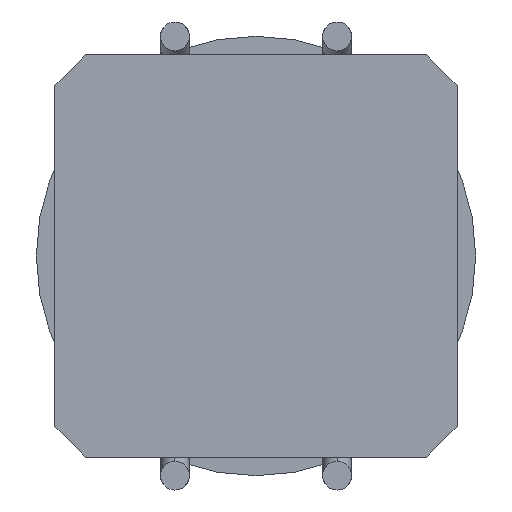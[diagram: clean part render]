
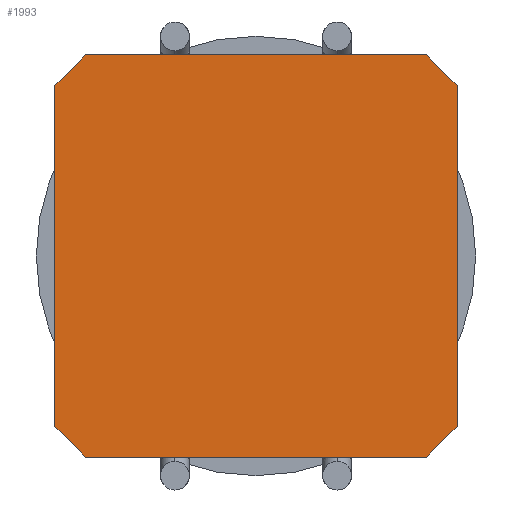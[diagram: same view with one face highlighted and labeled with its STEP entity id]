
A CAD part, front view. The second image highlights one B-rep face of the part: STEP entity #1993.
In plain terms, the highlighted planar face has unit normal (0, -1, 0).
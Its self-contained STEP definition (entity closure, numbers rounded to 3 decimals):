
#126 = VECTOR ( 'NONE', #2981, 1000. ) ;
#186 = LINE ( 'NONE', #2355, #4158 ) ;
#206 = VERTEX_POINT ( 'NONE', #2626 ) ;
#447 = ORIENTED_EDGE ( 'NONE', *, *, #2618, .T. ) ;
#469 = CARTESIAN_POINT ( 'NONE',  ( 0., 0., 0. ) ) ;
#583 = DIRECTION ( 'NONE',  ( 0., 0., 1. ) ) ;
#994 = VERTEX_POINT ( 'NONE', #3859 ) ;
#1044 = DIRECTION ( 'NONE',  ( 1., 0., 0. ) ) ;
#1050 = ORIENTED_EDGE ( 'NONE', *, *, #4341, .F. ) ;
#1144 = LINE ( 'NONE', #4942, #126 ) ;
#1173 = DIRECTION ( 'NONE',  ( 1., 0., 0. ) ) ;
#1194 = EDGE_CURVE ( 'NONE', #206, #3453, #3399, .T. ) ;
#1377 = VECTOR ( 'NONE', #3301, 1000. ) ;
#1381 = VERTEX_POINT ( 'NONE', #3373 ) ;
#1402 = EDGE_CURVE ( 'NONE', #4176, #994, #3153, .T. ) ;
#1443 = VECTOR ( 'NONE', #2487, 1000. ) ;
#1452 = FACE_OUTER_BOUND ( 'NONE', #3744, .T. ) ;
#1513 = VERTEX_POINT ( 'NONE', #2244 ) ;
#1522 = ORIENTED_EDGE ( 'NONE', *, *, #2288, .F. ) ;
#1613 = LINE ( 'NONE', #1639, #4570 ) ;
#1639 = CARTESIAN_POINT ( 'NONE',  ( -5.95, 0., 5.05 ) ) ;
#1779 = VECTOR ( 'NONE', #1173, 1000. ) ;
#1993 = ADVANCED_FACE ( 'NONE', ( #1452 ), #4203, .F. ) ;
#2079 = CARTESIAN_POINT ( 'NONE',  ( -5.05, 0., -5.95 ) ) ;
#2091 = VERTEX_POINT ( 'NONE', #2141 ) ;
#2141 = CARTESIAN_POINT ( 'NONE',  ( -5.95, 0., -5.05 ) ) ;
#2244 = CARTESIAN_POINT ( 'NONE',  ( 5.95, 0., -5.05 ) ) ;
#2288 = EDGE_CURVE ( 'NONE', #3453, #1513, #186, .T. ) ;
#2355 = CARTESIAN_POINT ( 'NONE',  ( 5.95, 0., 5.05 ) ) ;
#2443 = ORIENTED_EDGE ( 'NONE', *, *, #3008, .T. ) ;
#2454 = CARTESIAN_POINT ( 'NONE',  ( 5.05, 0., 5.95 ) ) ;
#2461 = LINE ( 'NONE', #4804, #1443 ) ;
#2487 = DIRECTION ( 'NONE',  ( 0.707, 0., -0.707 ) ) ;
#2601 = LINE ( 'NONE', #3336, #3736 ) ;
#2618 = EDGE_CURVE ( 'NONE', #1381, #1513, #1144, .T. ) ;
#2626 = CARTESIAN_POINT ( 'NONE',  ( 5.05, 0., 5.95 ) ) ;
#2643 = CARTESIAN_POINT ( 'NONE',  ( -5.95, 0., 5.05 ) ) ;
#2705 = CARTESIAN_POINT ( 'NONE',  ( -5.05, 0., -5.95 ) ) ;
#2786 = LINE ( 'NONE', #2705, #1779 ) ;
#2981 = DIRECTION ( 'NONE',  ( 0.707, 0., 0.707 ) ) ;
#3008 = EDGE_CURVE ( 'NONE', #2091, #3739, #2461, .T. ) ;
#3099 = DIRECTION ( 'NONE',  ( 0., 1., 0. ) ) ;
#3153 = LINE ( 'NONE', #2643, #4065 ) ;
#3193 = ORIENTED_EDGE ( 'NONE', *, *, #4653, .T. ) ;
#3212 = CARTESIAN_POINT ( 'NONE',  ( -5.95, 0., 5.05 ) ) ;
#3301 = DIRECTION ( 'NONE',  ( 0.707, 0., -0.707 ) ) ;
#3336 = CARTESIAN_POINT ( 'NONE',  ( -5.05, 0., 5.95 ) ) ;
#3373 = CARTESIAN_POINT ( 'NONE',  ( 5.05, 0., -5.95 ) ) ;
#3399 = LINE ( 'NONE', #2454, #1377 ) ;
#3453 = VERTEX_POINT ( 'NONE', #3942 ) ;
#3526 = DIRECTION ( 'NONE',  ( 0., 0., -1. ) ) ;
#3736 = VECTOR ( 'NONE', #1044, 1000. ) ;
#3739 = VERTEX_POINT ( 'NONE', #2079 ) ;
#3744 = EDGE_LOOP ( 'NONE', ( #4932, #3193, #2443, #3989, #447, #1522, #3918, #1050 ) ) ;
#3859 = CARTESIAN_POINT ( 'NONE',  ( -5.05, 0., 5.95 ) ) ;
#3897 = DIRECTION ( 'NONE',  ( 0., 0., -1. ) ) ;
#3918 = ORIENTED_EDGE ( 'NONE', *, *, #1194, .F. ) ;
#3942 = CARTESIAN_POINT ( 'NONE',  ( 5.95, 0., 5.05 ) ) ;
#3947 = EDGE_CURVE ( 'NONE', #3739, #1381, #2786, .T. ) ;
#3989 = ORIENTED_EDGE ( 'NONE', *, *, #3947, .T. ) ;
#4065 = VECTOR ( 'NONE', #4962, 1000. ) ;
#4158 = VECTOR ( 'NONE', #3897, 1000. ) ;
#4176 = VERTEX_POINT ( 'NONE', #3212 ) ;
#4203 = PLANE ( 'NONE',  #4511 ) ;
#4341 = EDGE_CURVE ( 'NONE', #994, #206, #2601, .T. ) ;
#4511 = AXIS2_PLACEMENT_3D ( 'NONE', #469, #3099, #583 ) ;
#4570 = VECTOR ( 'NONE', #3526, 1000. ) ;
#4653 = EDGE_CURVE ( 'NONE', #4176, #2091, #1613, .T. ) ;
#4804 = CARTESIAN_POINT ( 'NONE',  ( -5.95, 0., -5.05 ) ) ;
#4932 = ORIENTED_EDGE ( 'NONE', *, *, #1402, .F. ) ;
#4942 = CARTESIAN_POINT ( 'NONE',  ( 5.05, 0., -5.95 ) ) ;
#4962 = DIRECTION ( 'NONE',  ( 0.707, 0., 0.707 ) ) ;
